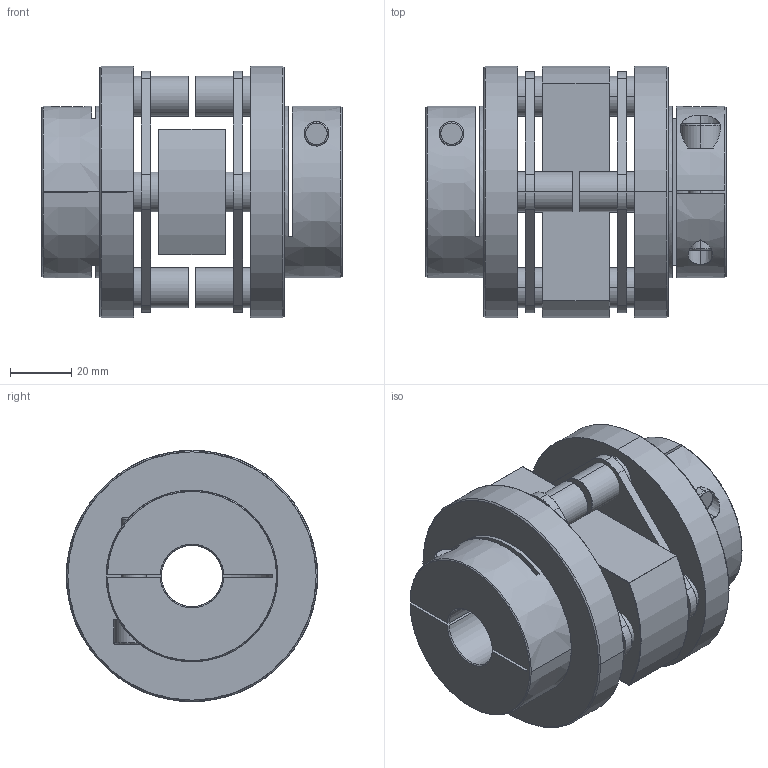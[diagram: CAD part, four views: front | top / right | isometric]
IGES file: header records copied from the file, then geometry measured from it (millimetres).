
Start section: SolidWorks IGES file using analytic representation for surfaces
Global section: file name: CL3-C82_Double.igs; native system: SolidWorks 2010; preprocessor: SolidWorks 2010; author: Josh; date: 110810.013324; units: millimetre
Bounding box: 98 x 82 x 82 mm (x, y, z)
Surface area: 83173.4 mm2 (no closed solid volume)
Topology: 0 solids, 0 shells, 192 faces, 3274 edges, 3266 vertices
Faces by surface type: revolution 98, bspline 94
